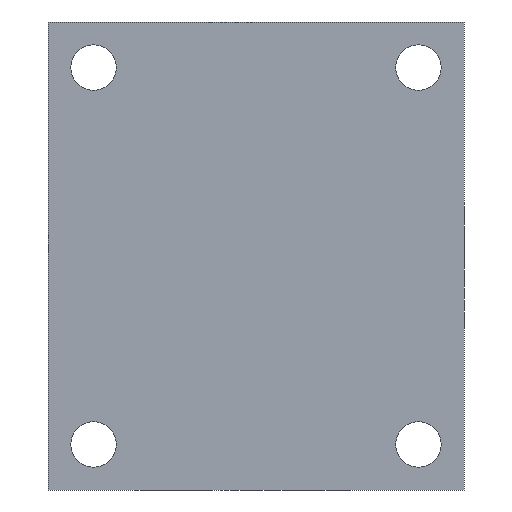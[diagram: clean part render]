
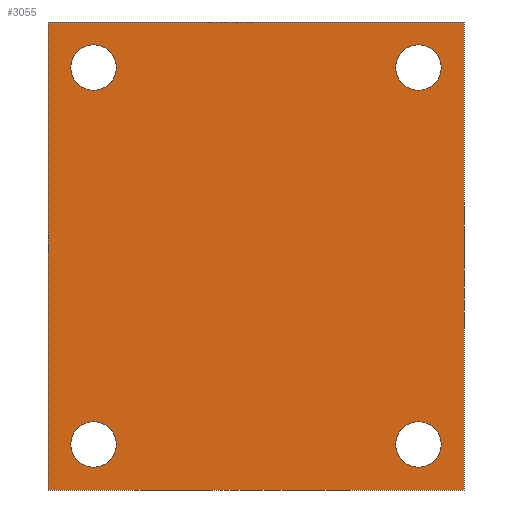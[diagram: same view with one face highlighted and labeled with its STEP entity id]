
A CAD part, left-side view. The second image highlights one B-rep face of the part: STEP entity #3055.
In plain terms, the highlighted planar face has unit normal (-1, 0, 0).
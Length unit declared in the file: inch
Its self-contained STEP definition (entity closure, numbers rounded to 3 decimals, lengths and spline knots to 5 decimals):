
#1=DIRECTION('',(0.,-1.,0.));
#2=VECTOR('',#1,4.);
#3=CARTESIAN_POINT('',(0.,0.,0.));
#4=LINE('',#3,#2);
#37=DIRECTION('',(0.,0.,1.));
#38=VECTOR('',#37,4.5);
#39=CARTESIAN_POINT('',(0.,0.,0.));
#40=LINE('',#39,#38);
#41=CARTESIAN_POINT('',(0.,-0.438,0.438));
#42=DIRECTION('',(-1.,0.,0.));
#43=DIRECTION('',(0.,1.,0.));
#44=AXIS2_PLACEMENT_3D('',#41,#42,#43);
#46=CARTESIAN_POINT('',(0.,-0.438,0.438));
#47=DIRECTION('',(-1.,0.,0.));
#48=DIRECTION('',(0.,-1.,0.));
#49=AXIS2_PLACEMENT_3D('',#46,#47,#48);
#51=CARTESIAN_POINT('',(0.,-3.562,0.438));
#52=DIRECTION('',(-1.,0.,0.));
#53=DIRECTION('',(0.,1.,0.));
#54=AXIS2_PLACEMENT_3D('',#51,#52,#53);
#56=CARTESIAN_POINT('',(0.,-3.562,0.438));
#57=DIRECTION('',(-1.,0.,0.));
#58=DIRECTION('',(0.,-1.,0.));
#59=AXIS2_PLACEMENT_3D('',#56,#57,#58);
#61=CARTESIAN_POINT('',(0.,-3.562,4.062));
#62=DIRECTION('',(-1.,0.,0.));
#63=DIRECTION('',(0.,1.,0.));
#64=AXIS2_PLACEMENT_3D('',#61,#62,#63);
#66=CARTESIAN_POINT('',(0.,-3.562,4.062));
#67=DIRECTION('',(-1.,0.,0.));
#68=DIRECTION('',(0.,-1.,0.));
#69=AXIS2_PLACEMENT_3D('',#66,#67,#68);
#71=CARTESIAN_POINT('',(0.,-0.438,4.062));
#72=DIRECTION('',(-1.,0.,0.));
#73=DIRECTION('',(0.,1.,0.));
#74=AXIS2_PLACEMENT_3D('',#71,#72,#73);
#76=CARTESIAN_POINT('',(0.,-0.438,4.062));
#77=DIRECTION('',(-1.,0.,0.));
#78=DIRECTION('',(0.,-1.,0.));
#79=AXIS2_PLACEMENT_3D('',#76,#77,#78);
#229=DIRECTION('',(0.,0.,1.));
#230=VECTOR('',#229,4.5);
#231=CARTESIAN_POINT('',(0.,-4.,0.));
#232=LINE('',#231,#230);
#243=DIRECTION('',(0.,-1.,0.));
#244=VECTOR('',#243,4.);
#245=CARTESIAN_POINT('',(0.,0.,4.5));
#246=LINE('',#245,#244);
#2591=CARTESIAN_POINT('',(0.,0.,0.));
#2592=CARTESIAN_POINT('',(0.,-4.,0.));
#2593=VERTEX_POINT('',#2591);
#2594=VERTEX_POINT('',#2592);
#2599=CARTESIAN_POINT('',(0.,0.,4.5));
#2600=CARTESIAN_POINT('',(0.,-4.,4.5));
#2601=VERTEX_POINT('',#2599);
#2602=VERTEX_POINT('',#2600);
#2745=CARTESIAN_POINT('',(0.,-0.219,0.438));
#2746=CARTESIAN_POINT('',(0.,-0.657,0.438));
#2747=VERTEX_POINT('',#2745);
#2748=VERTEX_POINT('',#2746);
#2753=CARTESIAN_POINT('',(0.,-3.343,0.438));
#2754=CARTESIAN_POINT('',(0.,-3.781,0.438));
#2755=VERTEX_POINT('',#2753);
#2756=VERTEX_POINT('',#2754);
#2761=CARTESIAN_POINT('',(0.,-3.343,4.062));
#2762=CARTESIAN_POINT('',(0.,-3.781,4.062));
#2763=VERTEX_POINT('',#2761);
#2764=VERTEX_POINT('',#2762);
#2769=CARTESIAN_POINT('',(0.,-0.219,4.062));
#2770=CARTESIAN_POINT('',(0.,-0.657,4.062));
#2771=VERTEX_POINT('',#2769);
#2772=VERTEX_POINT('',#2770);
#3017=CARTESIAN_POINT('',(0.,0.,0.));
#3018=DIRECTION('',(-1.,0.,0.));
#3019=DIRECTION('',(0.,-1.,0.));
#3020=AXIS2_PLACEMENT_3D('',#3017,#3018,#3019);
#3021=PLANE('',#3020);
#3022=ORIENTED_EDGE('',*,*,#2994,.F.);
#3024=ORIENTED_EDGE('',*,*,#3023,.T.);
#3026=ORIENTED_EDGE('',*,*,#3025,.T.);
#3028=ORIENTED_EDGE('',*,*,#3027,.F.);
#3029=EDGE_LOOP('',(#3022,#3024,#3026,#3028));
#3030=FACE_OUTER_BOUND('',#3029,.F.);
#3032=ORIENTED_EDGE('',*,*,#3031,.T.);
#3034=ORIENTED_EDGE('',*,*,#3033,.T.);
#3035=EDGE_LOOP('',(#3032,#3034));
#3036=FACE_BOUND('',#3035,.F.);
#3038=ORIENTED_EDGE('',*,*,#3037,.T.);
#3040=ORIENTED_EDGE('',*,*,#3039,.T.);
#3041=EDGE_LOOP('',(#3038,#3040));
#3042=FACE_BOUND('',#3041,.F.);
#3044=ORIENTED_EDGE('',*,*,#3043,.T.);
#3046=ORIENTED_EDGE('',*,*,#3045,.T.);
#3047=EDGE_LOOP('',(#3044,#3046));
#3048=FACE_BOUND('',#3047,.F.);
#3050=ORIENTED_EDGE('',*,*,#3049,.T.);
#3052=ORIENTED_EDGE('',*,*,#3051,.T.);
#3053=EDGE_LOOP('',(#3050,#3052));
#3054=FACE_BOUND('',#3053,.F.);
#3055=ADVANCED_FACE('',(#3030,#3036,#3042,#3048,#3054),#3021,.T.);
#45=CIRCLE('',#44,0.219);
#50=CIRCLE('',#49,0.219);
#55=CIRCLE('',#54,0.219);
#60=CIRCLE('',#59,0.219);
#65=CIRCLE('',#64,0.219);
#70=CIRCLE('',#69,0.219);
#75=CIRCLE('',#74,0.219);
#80=CIRCLE('',#79,0.219);
#2994=EDGE_CURVE('',#2593,#2594,#4,.T.);
#3023=EDGE_CURVE('',#2593,#2601,#40,.T.);
#3025=EDGE_CURVE('',#2601,#2602,#246,.T.);
#3027=EDGE_CURVE('',#2594,#2602,#232,.T.);
#3031=EDGE_CURVE('',#2747,#2748,#45,.T.);
#3033=EDGE_CURVE('',#2748,#2747,#50,.T.);
#3037=EDGE_CURVE('',#2755,#2756,#55,.T.);
#3039=EDGE_CURVE('',#2756,#2755,#60,.T.);
#3043=EDGE_CURVE('',#2763,#2764,#65,.T.);
#3045=EDGE_CURVE('',#2764,#2763,#70,.T.);
#3049=EDGE_CURVE('',#2771,#2772,#75,.T.);
#3051=EDGE_CURVE('',#2772,#2771,#80,.T.);
